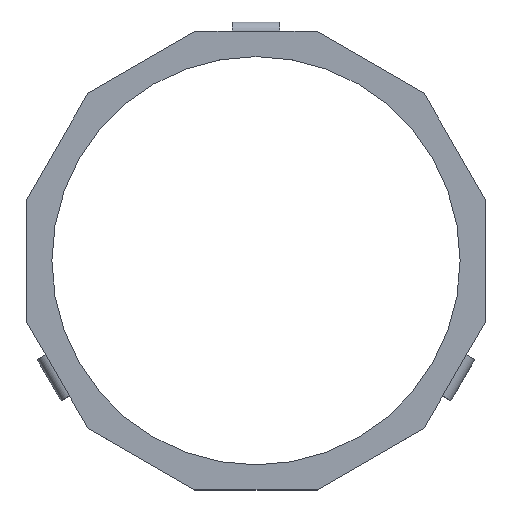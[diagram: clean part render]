
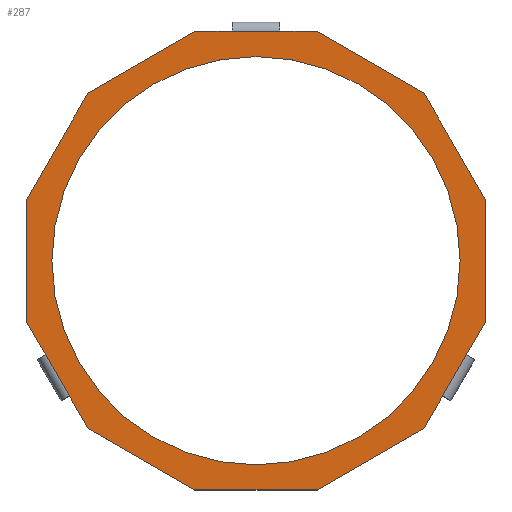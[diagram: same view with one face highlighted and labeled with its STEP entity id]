
A CAD part, top view. The second image highlights one B-rep face of the part: STEP entity #287.
In plain terms, the highlighted planar face has unit normal (0, 0, 1).
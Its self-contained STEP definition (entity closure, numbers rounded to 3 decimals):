
#246=FACE_BOUND('',#481,.T.);
#247=FACE_BOUND('',#482,.T.);
#287=ADVANCED_FACE('',(#246,#247),#359,.T.);
#359=PLANE('',#1657);
#481=EDGE_LOOP('',(#648));
#482=EDGE_LOOP('',(#649,#650,#651,#652,#653,#654,#655,#656,#657,#658,#659,
#660,#661,#662,#663,#664,#665,#666));
#560=CIRCLE('',#1656,43.);
#648=ORIENTED_EDGE('',*,*,#1159,.F.);
#649=ORIENTED_EDGE('',*,*,#1160,.T.);
#650=ORIENTED_EDGE('',*,*,#1161,.T.);
#651=ORIENTED_EDGE('',*,*,#1145,.T.);
#652=ORIENTED_EDGE('',*,*,#1162,.T.);
#653=ORIENTED_EDGE('',*,*,#1147,.T.);
#654=ORIENTED_EDGE('',*,*,#1163,.T.);
#655=ORIENTED_EDGE('',*,*,#1164,.T.);
#656=ORIENTED_EDGE('',*,*,#1165,.T.);
#657=ORIENTED_EDGE('',*,*,#1154,.T.);
#658=ORIENTED_EDGE('',*,*,#1166,.T.);
#659=ORIENTED_EDGE('',*,*,#1156,.T.);
#660=ORIENTED_EDGE('',*,*,#1167,.T.);
#661=ORIENTED_EDGE('',*,*,#1168,.T.);
#662=ORIENTED_EDGE('',*,*,#1169,.T.);
#663=ORIENTED_EDGE('',*,*,#1151,.T.);
#664=ORIENTED_EDGE('',*,*,#1170,.T.);
#665=ORIENTED_EDGE('',*,*,#1171,.T.);
#666=ORIENTED_EDGE('',*,*,#1172,.T.);
#960=VERTEX_POINT('',#2094);
#967=VERTEX_POINT('',#2109);
#972=VERTEX_POINT('',#2120);
#979=VERTEX_POINT('',#2135);
#983=VERTEX_POINT('',#2144);
#990=VERTEX_POINT('',#2159);
#1017=VERTEX_POINT('',#2221);
#1018=VERTEX_POINT('',#2225);
#1021=VERTEX_POINT('',#2233);
#1023=VERTEX_POINT('',#2239);
#1024=VERTEX_POINT('',#2243);
#1026=VERTEX_POINT('',#2249);
#1027=VERTEX_POINT('',#2251);
#1028=VERTEX_POINT('',#2252);
#1029=VERTEX_POINT('',#2256);
#1030=VERTEX_POINT('',#2258);
#1031=VERTEX_POINT('',#2262);
#1032=VERTEX_POINT('',#2264);
#1033=VERTEX_POINT('',#2268);
#1145=EDGE_CURVE('',#1017,#972,#1327,.T.);
#1147=EDGE_CURVE('',#979,#1018,#1329,.T.);
#1151=EDGE_CURVE('',#1021,#983,#1333,.T.);
#1154=EDGE_CURVE('',#1023,#960,#1336,.T.);
#1156=EDGE_CURVE('',#967,#1024,#1338,.T.);
#1159=EDGE_CURVE('',#1026,#1026,#560,.T.);
#1160=EDGE_CURVE('',#1027,#1028,#1341,.T.);
#1161=EDGE_CURVE('',#1028,#1017,#1342,.T.);
#1162=EDGE_CURVE('',#972,#979,#1343,.T.);
#1163=EDGE_CURVE('',#1018,#1029,#1344,.T.);
#1164=EDGE_CURVE('',#1029,#1030,#1345,.T.);
#1165=EDGE_CURVE('',#1030,#1023,#1346,.T.);
#1166=EDGE_CURVE('',#960,#967,#1347,.T.);
#1167=EDGE_CURVE('',#1024,#1031,#1348,.T.);
#1168=EDGE_CURVE('',#1031,#1032,#1349,.T.);
#1169=EDGE_CURVE('',#1032,#1021,#1350,.T.);
#1170=EDGE_CURVE('',#983,#990,#1351,.T.);
#1171=EDGE_CURVE('',#990,#1033,#1352,.T.);
#1172=EDGE_CURVE('',#1033,#1027,#1353,.T.);
#1327=LINE('',#2220,#1501);
#1329=LINE('',#2224,#1503);
#1333=LINE('',#2232,#1507);
#1336=LINE('',#2238,#1510);
#1338=LINE('',#2242,#1512);
#1341=LINE('',#2250,#1515);
#1342=LINE('',#2253,#1516);
#1343=LINE('',#2254,#1517);
#1344=LINE('',#2255,#1518);
#1345=LINE('',#2257,#1519);
#1346=LINE('',#2259,#1520);
#1347=LINE('',#2260,#1521);
#1348=LINE('',#2261,#1522);
#1349=LINE('',#2263,#1523);
#1350=LINE('',#2265,#1524);
#1351=LINE('',#2266,#1525);
#1352=LINE('',#2267,#1526);
#1353=LINE('',#2269,#1527);
#1501=VECTOR('',#1820,1.);
#1503=VECTOR('',#1824,1.);
#1507=VECTOR('',#1830,1.);
#1510=VECTOR('',#1835,1.);
#1512=VECTOR('',#1839,1.);
#1515=VECTOR('',#1846,1.);
#1516=VECTOR('',#1847,1.);
#1517=VECTOR('',#1848,1.);
#1518=VECTOR('',#1849,1.);
#1519=VECTOR('',#1850,1.);
#1520=VECTOR('',#1851,1.);
#1521=VECTOR('',#1852,1.);
#1522=VECTOR('',#1853,1.);
#1523=VECTOR('',#1854,1.);
#1524=VECTOR('',#1855,1.);
#1525=VECTOR('',#1856,1.);
#1526=VECTOR('',#1857,1.);
#1527=VECTOR('',#1858,1.);
#1656=AXIS2_PLACEMENT_3D('',#2248,#1844,#1845);
#1657=AXIS2_PLACEMENT_3D('',#2270,#1859,#1860);
#1820=DIRECTION('',(0.5,-0.866,0.));
#1824=DIRECTION('',(0.5,-0.866,0.));
#1830=DIRECTION('',(-1.,0.,0.));
#1835=DIRECTION('',(0.5,0.866,0.));
#1839=DIRECTION('',(0.5,0.866,0.));
#1844=DIRECTION('',(0.,0.,1.));
#1845=DIRECTION('',(-1.,0.,0.));
#1846=DIRECTION('',(-0.5,-0.866,0.));
#1847=DIRECTION('',(0.,-1.,0.));
#1848=DIRECTION('',(0.5,-0.866,0.));
#1849=DIRECTION('',(0.866,-0.5,0.));
#1850=DIRECTION('',(1.,0.,0.));
#1851=DIRECTION('',(0.866,0.5,0.));
#1852=DIRECTION('',(0.5,0.866,0.));
#1853=DIRECTION('',(0.,1.,0.));
#1854=DIRECTION('',(-0.5,0.866,0.));
#1855=DIRECTION('',(-0.866,0.5,0.));
#1856=DIRECTION('',(-1.,0.,0.));
#1857=DIRECTION('',(-1.,0.,0.));
#1858=DIRECTION('',(-0.866,-0.5,0.));
#1859=DIRECTION('',(0.,0.,1.));
#1860=DIRECTION('',(1.,0.,0.));
#2094=CARTESIAN_POINT('',(39.326,-28.478,1.5));
#2109=CARTESIAN_POINT('',(44.326,-19.818,1.5));
#2120=CARTESIAN_POINT('',(-44.326,-19.818,1.5));
#2135=CARTESIAN_POINT('',(-39.326,-28.478,1.5));
#2144=CARTESIAN_POINT('',(5.,48.296,1.5));
#2159=CARTESIAN_POINT('',(-5.,48.296,1.5));
#2220=CARTESIAN_POINT('',(-41.826,-24.148,1.5));
#2221=CARTESIAN_POINT('',(-48.296,-12.941,1.5));
#2224=CARTESIAN_POINT('',(-41.826,-24.148,1.5));
#2225=CARTESIAN_POINT('',(-35.355,-35.355,1.5));
#2232=CARTESIAN_POINT('',(0.,48.296,1.5));
#2233=CARTESIAN_POINT('',(12.941,48.296,1.5));
#2238=CARTESIAN_POINT('',(41.826,-24.148,1.5));
#2239=CARTESIAN_POINT('',(35.355,-35.355,1.5));
#2242=CARTESIAN_POINT('',(41.826,-24.148,1.5));
#2243=CARTESIAN_POINT('',(48.296,-12.941,1.5));
#2248=CARTESIAN_POINT('',(0.,0.,1.5));
#2249=CARTESIAN_POINT('',(-43.,0.,1.5));
#2250=CARTESIAN_POINT('',(-41.826,24.148,1.5));
#2251=CARTESIAN_POINT('',(-35.355,35.355,1.5));
#2252=CARTESIAN_POINT('',(-48.296,12.941,1.5));
#2253=CARTESIAN_POINT('',(-48.296,0.,1.5));
#2254=CARTESIAN_POINT('',(-44.826,-18.952,1.5));
#2255=CARTESIAN_POINT('',(-24.148,-41.826,1.5));
#2256=CARTESIAN_POINT('',(-12.941,-48.296,1.5));
#2257=CARTESIAN_POINT('',(0.,-48.296,1.5));
#2258=CARTESIAN_POINT('',(12.941,-48.296,1.5));
#2259=CARTESIAN_POINT('',(24.148,-41.826,1.5));
#2260=CARTESIAN_POINT('',(38.826,-29.344,1.5));
#2261=CARTESIAN_POINT('',(48.296,0.,1.5));
#2262=CARTESIAN_POINT('',(48.296,12.941,1.5));
#2263=CARTESIAN_POINT('',(41.826,24.148,1.5));
#2264=CARTESIAN_POINT('',(35.355,35.355,1.5));
#2265=CARTESIAN_POINT('',(24.148,41.826,1.5));
#2266=CARTESIAN_POINT('',(6.,48.296,1.5));
#2267=CARTESIAN_POINT('',(0.,48.296,1.5));
#2268=CARTESIAN_POINT('',(-12.941,48.296,1.5));
#2269=CARTESIAN_POINT('',(-24.148,41.826,1.5));
#2270=CARTESIAN_POINT('',(0.,0.,1.5));
